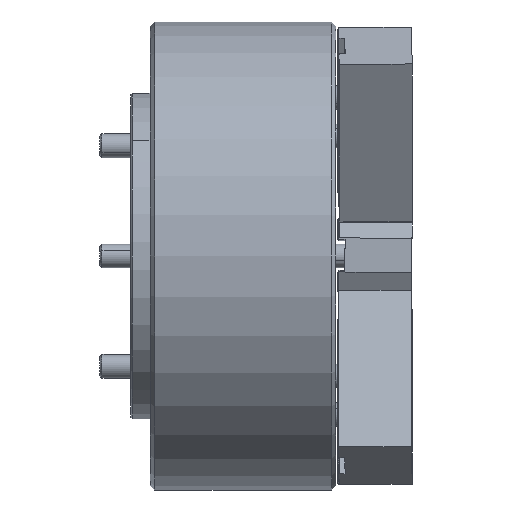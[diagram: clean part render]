
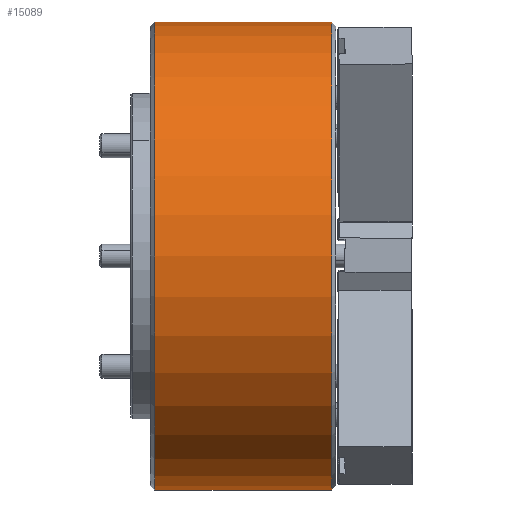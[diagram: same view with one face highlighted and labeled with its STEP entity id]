
A CAD part, front view. The second image highlights one B-rep face of the part: STEP entity #15089.
In plain terms, the highlighted cylindrical face has radius 157.5 mm (diameter 315 mm), a partial arc.
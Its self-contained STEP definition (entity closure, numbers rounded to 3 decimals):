
#2342 = CARTESIAN_POINT ( 'NONE',  ( -10.155, 0., 157.5 ) ) ;
#2679 = FACE_OUTER_BOUND ( 'NONE', #8802, .T. ) ;
#2997 = AXIS2_PLACEMENT_3D ( 'NONE', #6364, #24061, #8937 ) ;
#4293 = CARTESIAN_POINT ( 'NONE',  ( 122., 0., 0. ) ) ;
#5199 = ORIENTED_EDGE ( 'NONE', *, *, #24166, .T. ) ;
#6364 = CARTESIAN_POINT ( 'NONE',  ( 3., 0., 0. ) ) ;
#6846 = DIRECTION ( 'NONE',  ( 0., 0., 1. ) ) ;
#8044 = ORIENTED_EDGE ( 'NONE', *, *, #26950, .T. ) ;
#8361 = LINE ( 'NONE', #2342, #14283 ) ;
#8483 = VERTEX_POINT ( 'NONE', #14566 ) ;
#8630 = CIRCLE ( 'NONE', #15422, 157.5 ) ;
#8802 = EDGE_LOOP ( 'NONE', ( #24588, #8044, #12230, #5199 ) ) ;
#8937 = DIRECTION ( 'NONE',  ( 0., 0., -1. ) ) ;
#8984 = DIRECTION ( 'NONE',  ( -1., 0., 0. ) ) ;
#8993 = CARTESIAN_POINT ( 'NONE',  ( 122., 0., 157.5 ) ) ;
#9478 = VERTEX_POINT ( 'NONE', #16166 ) ;
#10738 = CARTESIAN_POINT ( 'NONE',  ( 3., 0., -157.5 ) ) ;
#12230 = ORIENTED_EDGE ( 'NONE', *, *, #13927, .T. ) ;
#13590 = CARTESIAN_POINT ( 'NONE',  ( -10.155, 0., 0. ) ) ;
#13927 = EDGE_CURVE ( 'NONE', #14610, #9478, #8361, .T. ) ;
#14283 = VECTOR ( 'NONE', #17600, 1000. ) ;
#14566 = CARTESIAN_POINT ( 'NONE',  ( 122., 0., -157.5 ) ) ;
#14610 = VERTEX_POINT ( 'NONE', #8993 ) ;
#15089 = ADVANCED_FACE ( 'NONE', ( #2679 ), #21315, .T. ) ;
#15422 = AXIS2_PLACEMENT_3D ( 'NONE', #4293, #22014, #6846 ) ;
#16166 = CARTESIAN_POINT ( 'NONE',  ( 3., 0., 157.5 ) ) ;
#16531 = CARTESIAN_POINT ( 'NONE',  ( -10.155, 0., -157.5 ) ) ;
#16698 = CIRCLE ( 'NONE', #2997, 157.5 ) ;
#17019 = VECTOR ( 'NONE', #8984, 1000. ) ;
#17600 = DIRECTION ( 'NONE',  ( -1., 0., 0. ) ) ;
#18690 = DIRECTION ( 'NONE',  ( 0., 0., 1. ) ) ;
#21315 = CYLINDRICAL_SURFACE ( 'NONE', #24684, 157.5 ) ;
#22014 = DIRECTION ( 'NONE',  ( -1., 0., 0. ) ) ;
#23705 = LINE ( 'NONE', #16531, #17019 ) ;
#24061 = DIRECTION ( 'NONE',  ( 1., 0., 0. ) ) ;
#24166 = EDGE_CURVE ( 'NONE', #9478, #27319, #16698, .T. ) ;
#24588 = ORIENTED_EDGE ( 'NONE', *, *, #25220, .F. ) ;
#24684 = AXIS2_PLACEMENT_3D ( 'NONE', #13590, #31275, #18690 ) ;
#25220 = EDGE_CURVE ( 'NONE', #8483, #27319, #23705, .T. ) ;
#26950 = EDGE_CURVE ( 'NONE', #8483, #14610, #8630, .T. ) ;
#27319 = VERTEX_POINT ( 'NONE', #10738 ) ;
#31275 = DIRECTION ( 'NONE',  ( -1., 0., 0. ) ) ;
